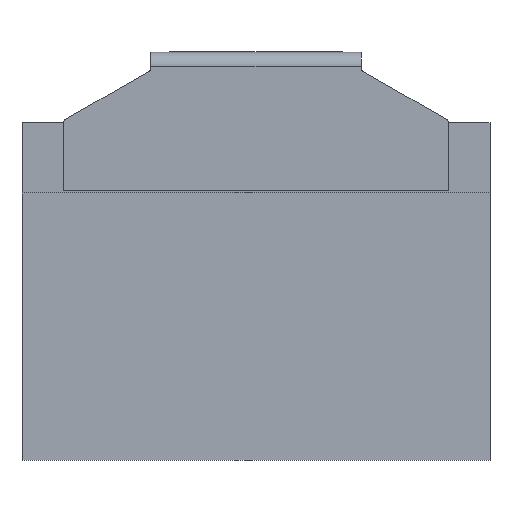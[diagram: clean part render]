
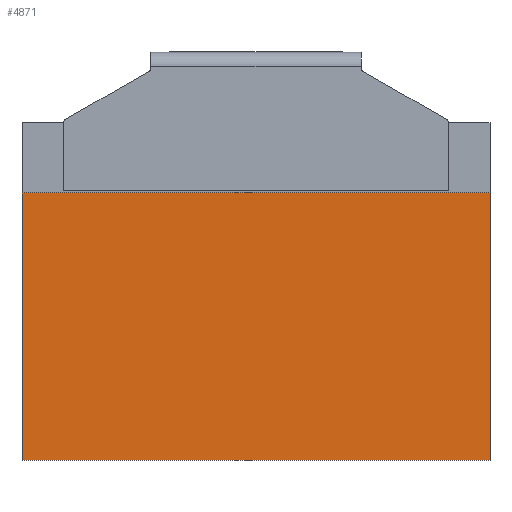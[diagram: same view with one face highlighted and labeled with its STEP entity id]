
A CAD part, front view. The second image highlights one B-rep face of the part: STEP entity #4871.
In plain terms, the highlighted planar face has unit normal (0, -1, 0).
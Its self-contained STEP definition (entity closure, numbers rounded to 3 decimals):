
#4655 = EDGE_CURVE('',#4656,#4658,#4660,.T.);
#4656 = VERTEX_POINT('',#4657);
#4657 = CARTESIAN_POINT('',(-13.35,1.19,4.42));
#4658 = VERTEX_POINT('',#4659);
#4659 = CARTESIAN_POINT('',(-13.35,1.19,19.68));
#4660 = SURFACE_CURVE('',#4661,(#4665,#4677),.PCURVE_S1.);
#4661 = LINE('',#4662,#4663);
#4662 = CARTESIAN_POINT('',(-13.35,1.19,4.42));
#4663 = VECTOR('',#4664,1.);
#4664 = DIRECTION('',(0.,0.,1.));
#4665 = PCURVE('',#4666,#4671);
#4666 = PLANE('',#4667);
#4667 = AXIS2_PLACEMENT_3D('',#4668,#4669,#4670);
#4668 = CARTESIAN_POINT('',(-13.35,1.19,4.42));
#4669 = DIRECTION('',(1.,0.,0.));
#4670 = DIRECTION('',(0.,0.,1.));
#4671 = DEFINITIONAL_REPRESENTATION('',(#4672),#4676);
#4672 = LINE('',#4673,#4674);
#4673 = CARTESIAN_POINT('',(0.,0.));
#4674 = VECTOR('',#4675,1.);
#4675 = DIRECTION('',(1.,0.));
#4676 = ( GEOMETRIC_REPRESENTATION_CONTEXT(2) 
PARAMETRIC_REPRESENTATION_CONTEXT() REPRESENTATION_CONTEXT('2D SPACE',''
  ) );
#4677 = PCURVE('',#4678,#4683);
#4678 = PLANE('',#4679);
#4679 = AXIS2_PLACEMENT_3D('',#4680,#4681,#4682);
#4680 = CARTESIAN_POINT('',(-13.35,1.19,4.42));
#4681 = DIRECTION('',(0.,1.,0.));
#4682 = DIRECTION('',(0.,0.,1.));
#4683 = DEFINITIONAL_REPRESENTATION('',(#4684),#4688);
#4684 = LINE('',#4685,#4686);
#4685 = CARTESIAN_POINT('',(0.,0.));
#4686 = VECTOR('',#4687,1.);
#4687 = DIRECTION('',(1.,0.));
#4688 = ( GEOMETRIC_REPRESENTATION_CONTEXT(2) 
PARAMETRIC_REPRESENTATION_CONTEXT() REPRESENTATION_CONTEXT('2D SPACE',''
  ) );
#4706 = PLANE('',#4707);
#4707 = AXIS2_PLACEMENT_3D('',#4708,#4709,#4710);
#4708 = CARTESIAN_POINT('',(-13.35,1.19,4.42));
#4709 = DIRECTION('',(0.,0.,1.));
#4710 = DIRECTION('',(1.,0.,0.));
#4760 = PLANE('',#4761);
#4761 = AXIS2_PLACEMENT_3D('',#4762,#4763,#4764);
#4762 = CARTESIAN_POINT('',(-13.35,1.19,19.68));
#4763 = DIRECTION('',(0.,0.,1.));
#4764 = DIRECTION('',(1.,0.,0.));
#4775 = EDGE_CURVE('',#4776,#4778,#4780,.T.);
#4776 = VERTEX_POINT('',#4777);
#4777 = CARTESIAN_POINT('',(13.35,1.19,4.42));
#4778 = VERTEX_POINT('',#4779);
#4779 = CARTESIAN_POINT('',(13.35,1.19,19.68));
#4780 = SURFACE_CURVE('',#4781,(#4785,#4797),.PCURVE_S1.);
#4781 = LINE('',#4782,#4783);
#4782 = CARTESIAN_POINT('',(13.35,1.19,4.42));
#4783 = VECTOR('',#4784,1.);
#4784 = DIRECTION('',(0.,0.,1.));
#4785 = PCURVE('',#4786,#4791);
#4786 = PLANE('',#4787);
#4787 = AXIS2_PLACEMENT_3D('',#4788,#4789,#4790);
#4788 = CARTESIAN_POINT('',(13.35,1.19,4.42));
#4789 = DIRECTION('',(1.,0.,0.));
#4790 = DIRECTION('',(0.,0.,1.));
#4791 = DEFINITIONAL_REPRESENTATION('',(#4792),#4796);
#4792 = LINE('',#4793,#4794);
#4793 = CARTESIAN_POINT('',(0.,0.));
#4794 = VECTOR('',#4795,1.);
#4795 = DIRECTION('',(1.,0.));
#4796 = ( GEOMETRIC_REPRESENTATION_CONTEXT(2) 
PARAMETRIC_REPRESENTATION_CONTEXT() REPRESENTATION_CONTEXT('2D SPACE',''
  ) );
#4797 = PCURVE('',#4678,#4798);
#4798 = DEFINITIONAL_REPRESENTATION('',(#4799),#4803);
#4799 = LINE('',#4800,#4801);
#4800 = CARTESIAN_POINT('',(0.,26.7));
#4801 = VECTOR('',#4802,1.);
#4802 = DIRECTION('',(1.,0.));
#4803 = ( GEOMETRIC_REPRESENTATION_CONTEXT(2) 
PARAMETRIC_REPRESENTATION_CONTEXT() REPRESENTATION_CONTEXT('2D SPACE',''
  ) );
#4871 = ADVANCED_FACE('',(#4872),#4678,.F.);
#4872 = FACE_BOUND('',#4873,.F.);
#4873 = EDGE_LOOP('',(#4874,#4895,#4896,#4917));
#4874 = ORIENTED_EDGE('',*,*,#4875,.F.);
#4875 = EDGE_CURVE('',#4656,#4776,#4876,.T.);
#4876 = SURFACE_CURVE('',#4877,(#4881,#4888),.PCURVE_S1.);
#4877 = LINE('',#4878,#4879);
#4878 = CARTESIAN_POINT('',(-13.35,1.19,4.42));
#4879 = VECTOR('',#4880,1.);
#4880 = DIRECTION('',(1.,0.,0.));
#4881 = PCURVE('',#4678,#4882);
#4882 = DEFINITIONAL_REPRESENTATION('',(#4883),#4887);
#4883 = LINE('',#4884,#4885);
#4884 = CARTESIAN_POINT('',(0.,0.));
#4885 = VECTOR('',#4886,1.);
#4886 = DIRECTION('',(0.,1.));
#4887 = ( GEOMETRIC_REPRESENTATION_CONTEXT(2) 
PARAMETRIC_REPRESENTATION_CONTEXT() REPRESENTATION_CONTEXT('2D SPACE',''
  ) );
#4888 = PCURVE('',#4706,#4889);
#4889 = DEFINITIONAL_REPRESENTATION('',(#4890),#4894);
#4890 = LINE('',#4891,#4892);
#4891 = CARTESIAN_POINT('',(0.,0.));
#4892 = VECTOR('',#4893,1.);
#4893 = DIRECTION('',(1.,0.));
#4894 = ( GEOMETRIC_REPRESENTATION_CONTEXT(2) 
PARAMETRIC_REPRESENTATION_CONTEXT() REPRESENTATION_CONTEXT('2D SPACE',''
  ) );
#4895 = ORIENTED_EDGE('',*,*,#4655,.T.);
#4896 = ORIENTED_EDGE('',*,*,#4897,.T.);
#4897 = EDGE_CURVE('',#4658,#4778,#4898,.T.);
#4898 = SURFACE_CURVE('',#4899,(#4903,#4910),.PCURVE_S1.);
#4899 = LINE('',#4900,#4901);
#4900 = CARTESIAN_POINT('',(-13.35,1.19,19.68));
#4901 = VECTOR('',#4902,1.);
#4902 = DIRECTION('',(1.,0.,0.));
#4903 = PCURVE('',#4678,#4904);
#4904 = DEFINITIONAL_REPRESENTATION('',(#4905),#4909);
#4905 = LINE('',#4906,#4907);
#4906 = CARTESIAN_POINT('',(15.26,0.));
#4907 = VECTOR('',#4908,1.);
#4908 = DIRECTION('',(0.,1.));
#4909 = ( GEOMETRIC_REPRESENTATION_CONTEXT(2) 
PARAMETRIC_REPRESENTATION_CONTEXT() REPRESENTATION_CONTEXT('2D SPACE',''
  ) );
#4910 = PCURVE('',#4760,#4911);
#4911 = DEFINITIONAL_REPRESENTATION('',(#4912),#4916);
#4912 = LINE('',#4913,#4914);
#4913 = CARTESIAN_POINT('',(0.,0.));
#4914 = VECTOR('',#4915,1.);
#4915 = DIRECTION('',(1.,0.));
#4916 = ( GEOMETRIC_REPRESENTATION_CONTEXT(2) 
PARAMETRIC_REPRESENTATION_CONTEXT() REPRESENTATION_CONTEXT('2D SPACE',''
  ) );
#4917 = ORIENTED_EDGE('',*,*,#4775,.F.);
